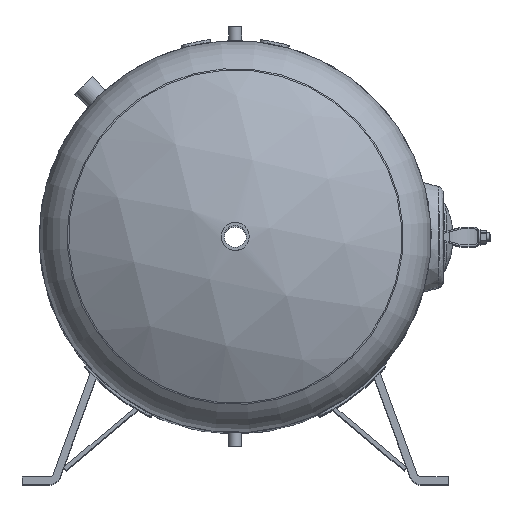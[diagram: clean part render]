
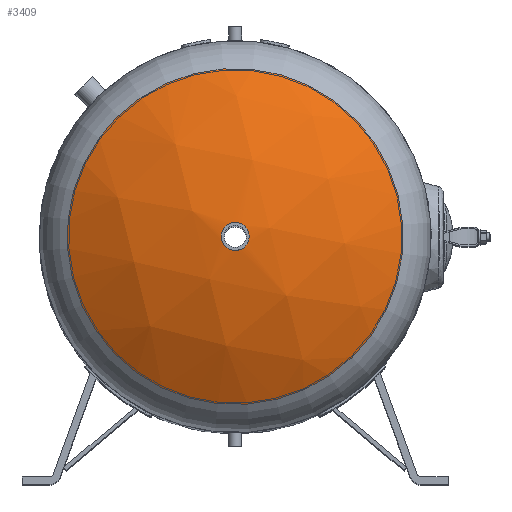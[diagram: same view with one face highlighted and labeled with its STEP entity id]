
A CAD part, top view. The second image highlights one B-rep face of the part: STEP entity #3409.
In plain terms, the highlighted spherical face has radius 640 mm.
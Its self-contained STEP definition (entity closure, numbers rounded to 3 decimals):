
#137=SPHERICAL_SURFACE('',#3687,640.);
#236=FACE_BOUND('',#821,.T.);
#324=CIRCLE('',#3680,28.5);
#328=CIRCLE('',#3688,342.786);
#576=FACE_OUTER_BOUND('',#820,.T.);
#820=EDGE_LOOP('',(#2799));
#821=EDGE_LOOP('',(#2800));
#1659=VERTEX_POINT('',#6279);
#1663=VERTEX_POINT('',#6291);
#2068=EDGE_CURVE('',#1659,#1659,#324,.T.);
#2072=EDGE_CURVE('',#1663,#1663,#328,.T.);
#2799=ORIENTED_EDGE('',*,*,#2072,.F.);
#2800=ORIENTED_EDGE('',*,*,#2068,.T.);
#3409=ADVANCED_FACE('',(#576,#236),#137,.T.);
#3680=AXIS2_PLACEMENT_3D('',#6280,#4319,#4320);
#3687=AXIS2_PLACEMENT_3D('',#6290,#4333,#4334);
#3688=AXIS2_PLACEMENT_3D('',#6292,#4335,#4336);
#4319=DIRECTION('center_axis',(0.,-1.,0.));
#4320=DIRECTION('ref_axis',(-1.,0.,0.));
#4333=DIRECTION('center_axis',(0.,0.,1.));
#4334=DIRECTION('ref_axis',(1.,0.,0.));
#4335=DIRECTION('center_axis',(0.,-1.,0.));
#4336=DIRECTION('ref_axis',(1.,0.,0.));
#6279=CARTESIAN_POINT('',(28.5,219.365,0.));
#6280=CARTESIAN_POINT('Origin',(0.,219.365,0.));
#6290=CARTESIAN_POINT('Origin',(0.,-420.,0.));
#6291=CARTESIAN_POINT('',(342.786,120.46,0.));
#6292=CARTESIAN_POINT('Origin',(0.,120.46,0.));
